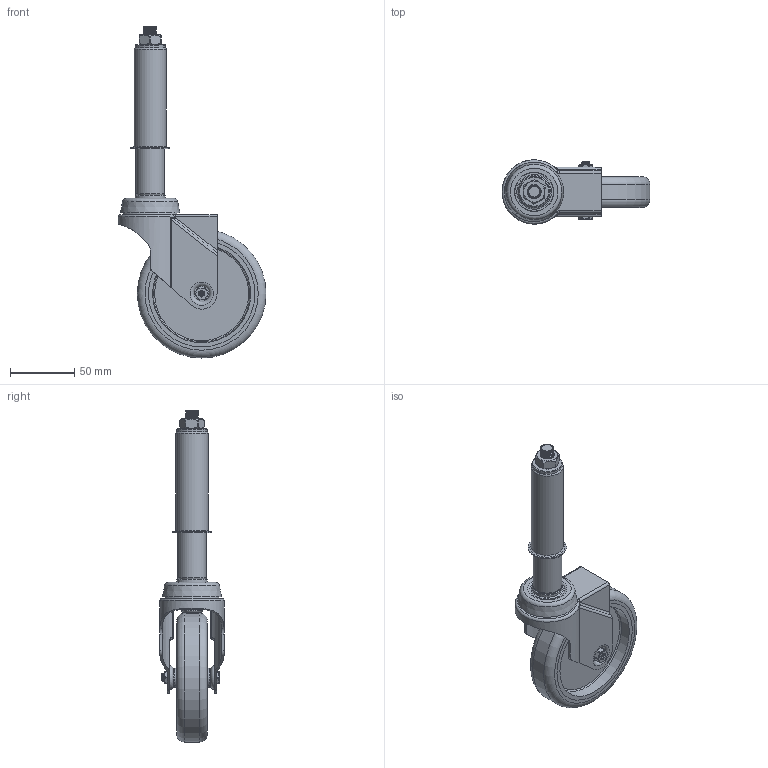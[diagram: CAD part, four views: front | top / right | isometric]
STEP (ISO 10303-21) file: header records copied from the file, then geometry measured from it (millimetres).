
FILE_DESCRIPTION(/* description */ (''),/* implementation_level */ '2;1');
FILE_NAME(/* name */ 'BZRA100VGRSPR16.step',/* time_stamp */ '2023-08-09T08:43:19+01:00',/* author */ (''),/* organization */ (''),/* preprocessor_version */ 'ST-DEVELOPER v19.2',/* originating_system */ 'Autodesk Translation Framework v12.6.0.85',/* authorisation */ '');
FILE_SCHEMA (('AUTOMOTIVE_DESIGN { 1 0 10303 214 3 1 1 }'));
Products named in the file (25): BZRA100VGRSPR16; BZRA100ASBH10 v1; ZINC PLATED PRESSED STEEL HEAD; ZINC PLATED PRESSED STEEL FORKS; BZL100WVGR8 v1; THERMOPLASTIC RUBBER TYRE; POLYPROPYLENE RIM; TUBEM8X30 v1; ZINC PLATED AXLE TUBE; BOLTBZRA6MM v1; ZINC PLATED AXLE BOLT; NM6GR8HALFGR8 v1; ZINC PLATED LOCKING NUT; BZDSPR16KG v1; SPR16KGINTWASHER; SPRKGNOSPRING; STEM; INNER; OUTTER; nut; SPRING; NYLOCM10Z; RUBBER; NUT2; WM12X24X2Z
Assembly tree (25 placements, depth 4):
  BZRA100VGRSPR16
    BZRA100ASBH10 v1
      ZINC PLATED PRESSED STEEL HEAD
      ZINC PLATED PRESSED STEEL FORKS
    BZL100WVGR8 v1
      THERMOPLASTIC RUBBER TYRE
      POLYPROPYLENE RIM
    TUBEM8X30 v1
      ZINC PLATED AXLE TUBE
    BOLTBZRA6MM v1
      ZINC PLATED AXLE BOLT
    NM6GR8HALFGR8 v1
      ZINC PLATED LOCKING NUT
    BZDSPR16KG v1
      SPR16KGINTWASHER
      WM12X24X2Z  x2
      SPRKGNOSPRING
        STEM
        INNER
        OUTTER
        nut
      SPRING
      NYLOCM10Z
        RUBBER
        NUT2
Bounding box: 115 x 50 x 258 mm (x, y, z)
Volume: 182967 mm3; surface area: 116779.5 mm2
Topology: 17 solids, 17 shells, 452 faces, 1044 edges, 647 vertices
Faces by surface type: cylinder 179, plane 115, bspline 68, torus 50, cone 24, sphere 16
Full cylindrical faces by diameter (mm): 5 x9, 6 x2, 6.3 x1, 6.4 x1, 7.95 x1, 8 x1, 8.2 x1, 8.3 x1, 8.5 x28, 10 x3, 10.5 x1, 10.561 x1, 11.9 x2, 12 x2, 13 x2, 14.25 x1, 14.761 x1, 15 x4, 16 x1, 16.5 x1, 18 x1, 19.3 x1, 19.8 x1, 22.25 x1, 23 x1, 23.5 x2, 25 x1, 30 x2, 39 x1, 82.75 x2
Entity records: 58662 total; most frequent: CARTESIAN_POINT 48099, DIRECTION 2119, ORIENTED_EDGE 2058, EDGE_CURVE 1029, AXIS2_PLACEMENT_3D 912, VERTEX_POINT 641, EDGE_LOOP 504, FACE_OUTER_BOUND 447
